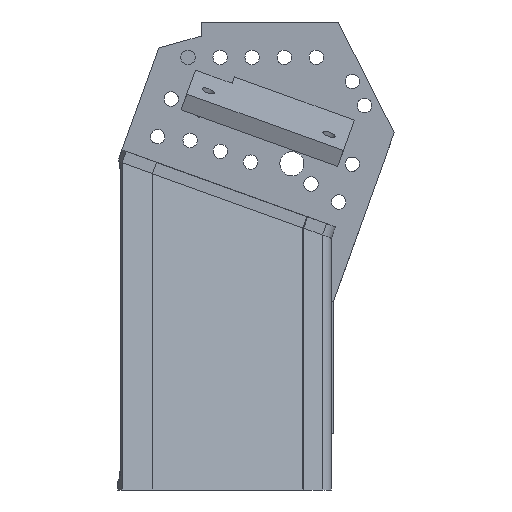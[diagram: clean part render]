
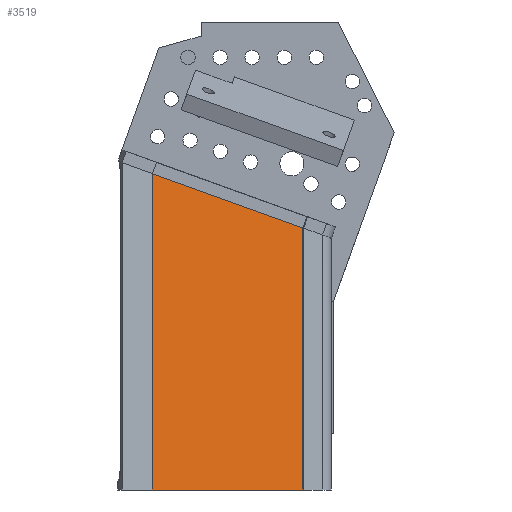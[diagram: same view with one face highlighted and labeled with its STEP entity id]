
A CAD part, front view. The second image highlights one B-rep face of the part: STEP entity #3519.
In plain terms, the highlighted planar face has unit normal (0.322, -0.947, 0).
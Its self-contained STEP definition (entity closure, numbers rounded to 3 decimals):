
#358=FACE_OUTER_BOUND('',#599,.T.);
#599=EDGE_LOOP('',(#2890,#2891,#2892,#2893));
#973=LINE('',#5670,#1359);
#975=LINE('',#5675,#1361);
#977=LINE('',#5679,#1363);
#978=LINE('',#5680,#1364);
#1359=VECTOR('',#4499,78.95);
#1361=VECTOR('',#4505,42.067);
#1363=VECTOR('',#4509,39.811);
#1364=VECTOR('',#4510,65.36);
#1720=VERTEX_POINT('',#5666);
#1721=VERTEX_POINT('',#5668);
#1722=VERTEX_POINT('',#5674);
#1723=VERTEX_POINT('',#5678);
#2149=EDGE_CURVE('',#1721,#1720,#973,.T.);
#2151=EDGE_CURVE('',#1720,#1722,#975,.T.);
#2153=EDGE_CURVE('',#1721,#1723,#977,.T.);
#2154=EDGE_CURVE('',#1723,#1722,#978,.T.);
#2890=ORIENTED_EDGE('',*,*,#2151,.F.);
#2891=ORIENTED_EDGE('',*,*,#2149,.F.);
#2892=ORIENTED_EDGE('',*,*,#2153,.T.);
#2893=ORIENTED_EDGE('',*,*,#2154,.T.);
#3372=PLANE('',#3782);
#3519=ADVANCED_FACE('',(#358),#3372,.T.);
#3782=AXIS2_PLACEMENT_3D('',#5677,#4507,#4508);
#4499=DIRECTION('',(0.,0.,1.));
#4505=DIRECTION('',(0.896,0.305,-0.323));
#4507=DIRECTION('center_axis',(0.322,-0.947,0.));
#4508=DIRECTION('ref_axis',(0.947,0.322,0.));
#4509=DIRECTION('',(0.947,0.322,0.));
#4510=DIRECTION('',(0.,0.,1.));
#5666=CARTESIAN_POINT('',(-41.541,-43.028,32.873));
#5668=CARTESIAN_POINT('',(-41.541,-43.028,-46.077));
#5670=CARTESIAN_POINT('',(-41.541,-43.028,-46.077));
#5674=CARTESIAN_POINT('',(-3.849,-30.213,19.282));
#5675=CARTESIAN_POINT('',(-41.541,-43.028,32.873));
#5677=CARTESIAN_POINT('Origin',(-41.541,-43.028,-43.077));
#5678=CARTESIAN_POINT('',(-3.849,-30.213,-46.077));
#5679=CARTESIAN_POINT('',(-41.541,-43.028,-46.077));
#5680=CARTESIAN_POINT('',(-3.849,-30.213,-46.077));
